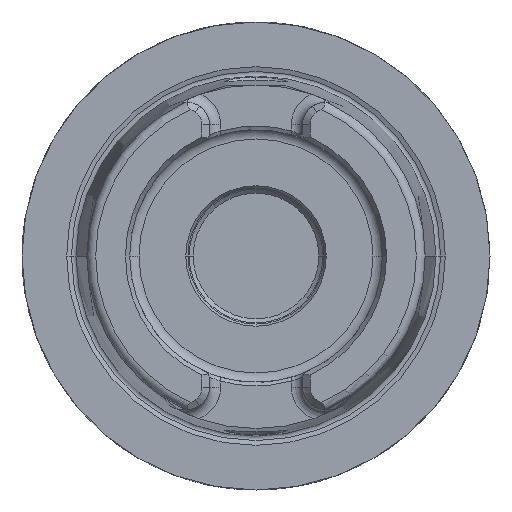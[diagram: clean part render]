
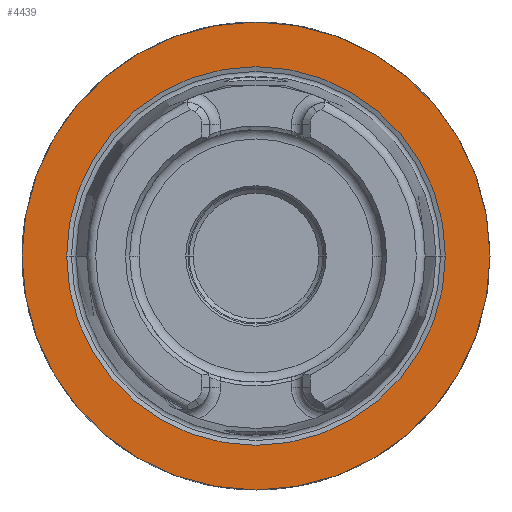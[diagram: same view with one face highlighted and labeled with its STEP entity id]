
A CAD part, left-side view. The second image highlights one B-rep face of the part: STEP entity #4439.
In plain terms, the highlighted planar face has unit normal (-1, 0, 0).
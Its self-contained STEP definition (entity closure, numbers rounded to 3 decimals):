
#1068=CARTESIAN_POINT('',(0.,0.,0.));
#1069=DIRECTION('',(1.,0.,0.));
#1070=DIRECTION('',(0.,1.,0.));
#1071=AXIS2_PLACEMENT_3D('',#1068,#1069,#1070);
#1073=CARTESIAN_POINT('',(0.,0.,0.));
#1074=DIRECTION('',(-1.,0.,0.));
#1075=DIRECTION('',(0.,1.,0.));
#1076=AXIS2_PLACEMENT_3D('',#1073,#1074,#1075);
#1078=CARTESIAN_POINT('',(0.,0.,0.));
#1079=DIRECTION('',(-1.,0.,0.));
#1080=DIRECTION('',(0.,-1.,0.));
#1081=AXIS2_PLACEMENT_3D('',#1078,#1079,#1080);
#1083=CARTESIAN_POINT('',(0.,0.,0.));
#1084=DIRECTION('',(-1.,0.,0.));
#1085=DIRECTION('',(0.,1.,0.));
#1086=AXIS2_PLACEMENT_3D('',#1083,#1084,#1085);
#2688=CARTESIAN_POINT('',(0.,31.5,0.));
#2689=CARTESIAN_POINT('',(0.,-31.5,0.));
#2690=VERTEX_POINT('',#2688);
#2691=VERTEX_POINT('',#2689);
#2716=CARTESIAN_POINT('',(0.,-25.49,0.));
#2717=VERTEX_POINT('',#2716);
#2718=CARTESIAN_POINT('',(0.,25.49,0.));
#2719=VERTEX_POINT('',#2718);
#4424=CARTESIAN_POINT('',(0.,0.,0.));
#4425=DIRECTION('',(1.,0.,0.));
#4426=DIRECTION('',(0.,-1.,0.));
#4427=AXIS2_PLACEMENT_3D('',#4424,#4425,#4426);
#4428=PLANE('',#4427);
#4430=ORIENTED_EDGE('',*,*,#4429,.T.);
#4432=ORIENTED_EDGE('',*,*,#4431,.F.);
#4433=EDGE_LOOP('',(#4430,#4432));
#4434=FACE_OUTER_BOUND('',#4433,.F.);
#4435=ORIENTED_EDGE('',*,*,#4419,.T.);
#4436=ORIENTED_EDGE('',*,*,#4403,.T.);
#4437=EDGE_LOOP('',(#4435,#4436));
#4438=FACE_BOUND('',#4437,.F.);
#4439=ADVANCED_FACE('',(#4434,#4438),#4428,.F.);
#1072=CIRCLE('',#1071,31.5);
#1077=CIRCLE('',#1076,31.5);
#1082=CIRCLE('',#1081,25.49);
#1087=CIRCLE('',#1086,25.49);
#4403=EDGE_CURVE('',#2719,#2717,#1087,.T.);
#4419=EDGE_CURVE('',#2717,#2719,#1082,.T.);
#4429=EDGE_CURVE('',#2690,#2691,#1072,.T.);
#4431=EDGE_CURVE('',#2690,#2691,#1077,.T.);
